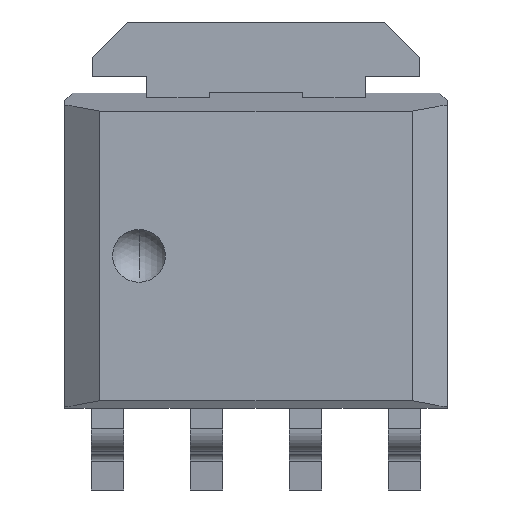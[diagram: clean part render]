
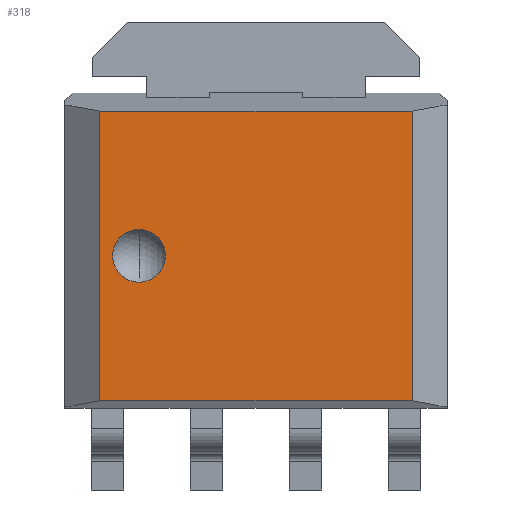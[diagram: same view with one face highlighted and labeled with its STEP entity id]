
A CAD part, top view. The second image highlights one B-rep face of the part: STEP entity #318.
In plain terms, the highlighted planar face has unit normal (0, 0, 1).
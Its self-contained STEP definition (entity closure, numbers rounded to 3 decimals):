
#139 = EDGE_CURVE ( 'NONE', #2155, #2836, #148, .T. ) ;
#148 = CIRCLE ( 'NONE', #1969, 0.338 ) ;
#278 = VERTEX_POINT ( 'NONE', #2783 ) ;
#316 = CIRCLE ( 'NONE', #356, 0.338 ) ;
#318 = ADVANCED_FACE ( 'NONE', ( #2299, #2303 ), #1082, .F. ) ;
#335 = DIRECTION ( 'NONE',  ( 0., -1., 0. ) ) ;
#356 = AXIS2_PLACEMENT_3D ( 'NONE', #1018, #2691, #1266 ) ;
#442 = CARTESIAN_POINT ( 'NONE',  ( -2.003, 1.858, 1.1 ) ) ;
#560 = DIRECTION ( 'NONE',  ( -1., 0., 0. ) ) ;
#613 = VECTOR ( 'NONE', #335, 1000. ) ;
#656 = LINE ( 'NONE', #1080, #613 ) ;
#685 = DIRECTION ( 'NONE',  ( -1., 0., 0. ) ) ;
#910 = DIRECTION ( 'NONE',  ( 0., 0., -1. ) ) ;
#915 = EDGE_CURVE ( 'NONE', #278, #2618, #1452, .T. ) ;
#969 = CARTESIAN_POINT ( 'NONE',  ( -1.5, 0.338, 1.1 ) ) ;
#1018 = CARTESIAN_POINT ( 'NONE',  ( -1.5, 0., 1.1 ) ) ;
#1063 = DIRECTION ( 'NONE',  ( 1., 0., 0. ) ) ;
#1080 = CARTESIAN_POINT ( 'NONE',  ( -2.003, 1.95, 1.1 ) ) ;
#1082 = PLANE ( 'NONE',  #2949 ) ;
#1167 = ORIENTED_EDGE ( 'NONE', *, *, #139, .F. ) ;
#1196 = VERTEX_POINT ( 'NONE', #442 ) ;
#1266 = DIRECTION ( 'NONE',  ( -1., 0., 0. ) ) ;
#1438 = EDGE_CURVE ( 'NONE', #1196, #3144, #656, .T. ) ;
#1452 = LINE ( 'NONE', #2184, #1483 ) ;
#1483 = VECTOR ( 'NONE', #2174, 1000. ) ;
#1593 = VECTOR ( 'NONE', #560, 1000. ) ;
#1703 = ORIENTED_EDGE ( 'NONE', *, *, #2906, .T. ) ;
#1836 = EDGE_CURVE ( 'NONE', #2836, #2155, #316, .T. ) ;
#1872 = CARTESIAN_POINT ( 'NONE',  ( -2.003, -1.858, 1.1 ) ) ;
#1898 = CARTESIAN_POINT ( 'NONE',  ( 2.45, 1.95, 1.1 ) ) ;
#1969 = AXIS2_PLACEMENT_3D ( 'NONE', #2654, #2647, #2623 ) ;
#2024 = ORIENTED_EDGE ( 'NONE', *, *, #1438, .T. ) ;
#2155 = VERTEX_POINT ( 'NONE', #969 ) ;
#2172 = EDGE_LOOP ( 'NONE', ( #1703, #2024, #2442, #2250 ) ) ;
#2174 = DIRECTION ( 'NONE',  ( 0., 1., 0. ) ) ;
#2184 = CARTESIAN_POINT ( 'NONE',  ( 2.003, 1.858, 1.1 ) ) ;
#2250 = ORIENTED_EDGE ( 'NONE', *, *, #915, .T. ) ;
#2299 = FACE_OUTER_BOUND ( 'NONE', #2172, .T. ) ;
#2303 = FACE_BOUND ( 'NONE', #2838, .T. ) ;
#2341 = VECTOR ( 'NONE', #1063, 1000. ) ;
#2442 = ORIENTED_EDGE ( 'NONE', *, *, #2890, .T. ) ;
#2472 = CARTESIAN_POINT ( 'NONE',  ( -1.5, -0.338, 1.1 ) ) ;
#2502 = CARTESIAN_POINT ( 'NONE',  ( 2.45, 1.858, 1.1 ) ) ;
#2604 = LINE ( 'NONE', #2502, #1593 ) ;
#2618 = VERTEX_POINT ( 'NONE', #3081 ) ;
#2623 = DIRECTION ( 'NONE',  ( -1., 0., 0. ) ) ;
#2647 = DIRECTION ( 'NONE',  ( 0., 0., 1. ) ) ;
#2654 = CARTESIAN_POINT ( 'NONE',  ( -1.5, 0., 1.1 ) ) ;
#2691 = DIRECTION ( 'NONE',  ( 0., 0., 1. ) ) ;
#2783 = CARTESIAN_POINT ( 'NONE',  ( 2.003, -1.858, 1.1 ) ) ;
#2836 = VERTEX_POINT ( 'NONE', #2472 ) ;
#2838 = EDGE_LOOP ( 'NONE', ( #2898, #1167 ) ) ;
#2890 = EDGE_CURVE ( 'NONE', #3144, #278, #2914, .T. ) ;
#2898 = ORIENTED_EDGE ( 'NONE', *, *, #1836, .F. ) ;
#2906 = EDGE_CURVE ( 'NONE', #2618, #1196, #2604, .T. ) ;
#2914 = LINE ( 'NONE', #2983, #2341 ) ;
#2949 = AXIS2_PLACEMENT_3D ( 'NONE', #1898, #910, #685 ) ;
#2983 = CARTESIAN_POINT ( 'NONE',  ( 2.45, -1.858, 1.1 ) ) ;
#3081 = CARTESIAN_POINT ( 'NONE',  ( 2.003, 1.858, 1.1 ) ) ;
#3144 = VERTEX_POINT ( 'NONE', #1872 ) ;
